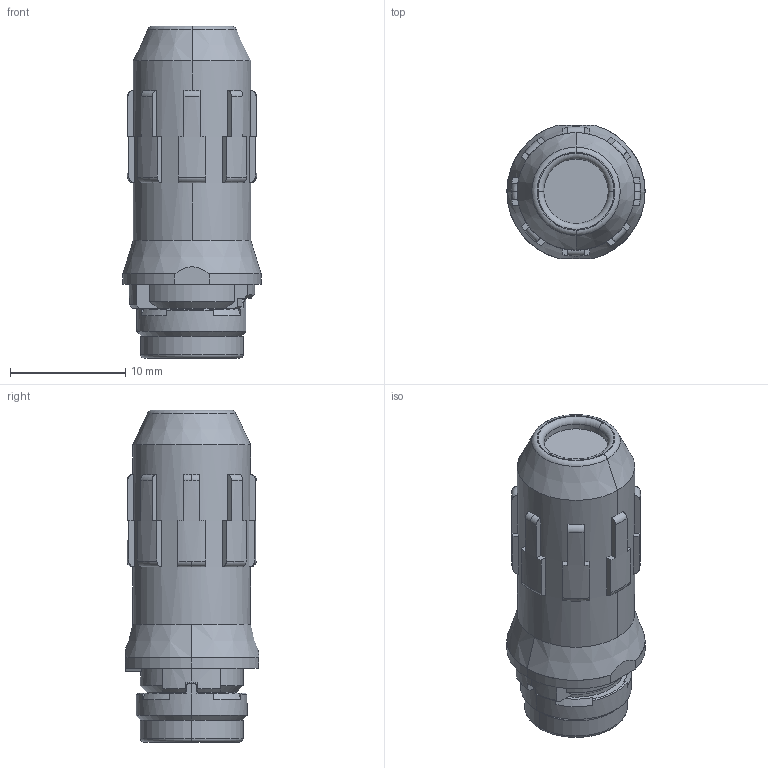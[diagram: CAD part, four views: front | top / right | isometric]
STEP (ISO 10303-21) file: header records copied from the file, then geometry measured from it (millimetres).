
FILE_DESCRIPTION(('CoCreate Modeling STEP Export'),'2;1');
FILE_NAME('HR30-6JA-6P.stp','2012-06-08T14:42:47',(''),(''),'CoCreate Modeling STEP processor for AP214 (Solid Model)','CoCreate Modeling 17.0 01-Apr-2010 (C) Parametric Technology GmbH','');
FILE_SCHEMA(('AUTOMOTIVE_DESIGN { 1 0 10303 214 1 1 1 1 }'));
Length unit declared in the file: millimetre
Products named in the file (1): HR30-6JA-6P
Bounding box: 12 x 11.55 x 28.8 mm (x, y, z)
Volume: 2109.4 mm3; surface area: 1453.4 mm2
Topology: 1 solids, 1 shells, 211 faces, 574 edges, 376 vertices
Faces by surface type: plane 110, cylinder 53, torus 26, cone 22
Entity records: 8668 total; most frequent: CARTESIAN_POINT 3647, ORIENTED_EDGE 1148, DIRECTION 909, EDGE_CURVE 574, VERTEX_POINT 376, AXIS2_PLACEMENT_3D 318, VECTOR 273, LINE 273
